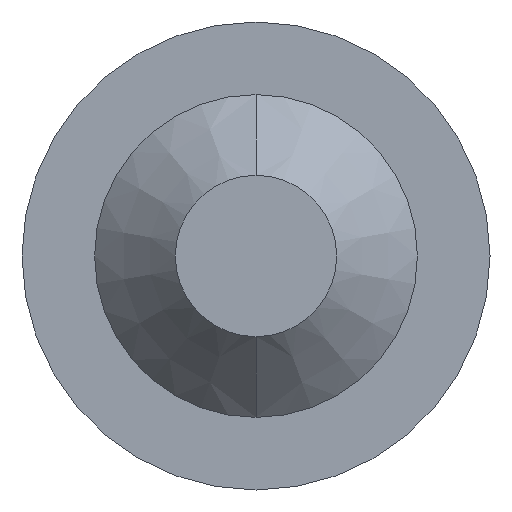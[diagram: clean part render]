
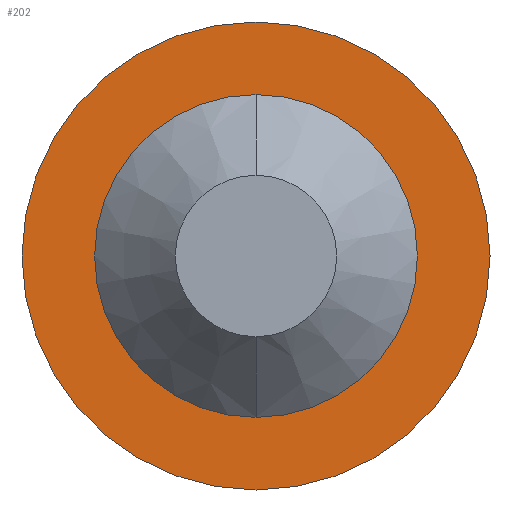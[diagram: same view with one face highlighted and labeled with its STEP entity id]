
A CAD part, front view. The second image highlights one B-rep face of the part: STEP entity #202.
In plain terms, the highlighted planar face has unit normal (0, -1, 0).
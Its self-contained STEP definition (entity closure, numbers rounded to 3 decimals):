
#17 = ORIENTED_EDGE ( 'NONE', *, *, #502, .T. ) ;
#21 = ORIENTED_EDGE ( 'NONE', *, *, #363, .F. ) ;
#23 = DIRECTION ( 'NONE',  ( 0., 1., 0. ) ) ;
#27 = DIRECTION ( 'NONE',  ( 0., 0., 1. ) ) ;
#76 = VERTEX_POINT ( 'NONE', #261 ) ;
#84 = AXIS2_PLACEMENT_3D ( 'NONE', #293, #252, #565 ) ;
#106 = CIRCLE ( 'NONE', #84, 1. ) ;
#130 = DIRECTION ( 'NONE',  ( 0., 0., 1. ) ) ;
#133 = DIRECTION ( 'NONE',  ( 0., 0., 1. ) ) ;
#145 = DIRECTION ( 'NONE',  ( 0., 0., 1. ) ) ;
#148 = CARTESIAN_POINT ( 'NONE',  ( 0., 0., 0. ) ) ;
#151 = CARTESIAN_POINT ( 'NONE',  ( 0., 0., 1. ) ) ;
#189 = CARTESIAN_POINT ( 'NONE',  ( 0., 0., 1.45 ) ) ;
#199 = VERTEX_POINT ( 'NONE', #352 ) ;
#202 = ADVANCED_FACE ( 'NONE', ( #349, #291 ), #453, .F. ) ;
#244 = EDGE_LOOP ( 'NONE', ( #266, #21 ) ) ;
#246 = AXIS2_PLACEMENT_3D ( 'NONE', #148, #600, #27 ) ;
#252 = DIRECTION ( 'NONE',  ( 0., 1., 0. ) ) ;
#261 = CARTESIAN_POINT ( 'NONE',  ( 0., 0., -1.45 ) ) ;
#266 = ORIENTED_EDGE ( 'NONE', *, *, #417, .F. ) ;
#286 = ORIENTED_EDGE ( 'NONE', *, *, #564, .T. ) ;
#291 = FACE_OUTER_BOUND ( 'NONE', #244, .T. ) ;
#292 = EDGE_LOOP ( 'NONE', ( #17, #286 ) ) ;
#293 = CARTESIAN_POINT ( 'NONE',  ( 0., 0., 0. ) ) ;
#298 = AXIS2_PLACEMENT_3D ( 'NONE', #593, #548, #133 ) ;
#349 = FACE_BOUND ( 'NONE', #292, .T. ) ;
#352 = CARTESIAN_POINT ( 'NONE',  ( 0., 0., -1. ) ) ;
#363 = EDGE_CURVE ( 'NONE', #368, #76, #374, .T. ) ;
#368 = VERTEX_POINT ( 'NONE', #189 ) ;
#374 = CIRCLE ( 'NONE', #298, 1.45 ) ;
#417 = EDGE_CURVE ( 'NONE', #76, #368, #608, .T. ) ;
#448 = VERTEX_POINT ( 'NONE', #151 ) ;
#453 = PLANE ( 'NONE',  #508 ) ;
#464 = AXIS2_PLACEMENT_3D ( 'NONE', #613, #23, #145 ) ;
#496 = DIRECTION ( 'NONE',  ( 0., 1., 0. ) ) ;
#502 = EDGE_CURVE ( 'NONE', #448, #199, #569, .T. ) ;
#508 = AXIS2_PLACEMENT_3D ( 'NONE', #538, #496, #130 ) ;
#538 = CARTESIAN_POINT ( 'NONE',  ( 0., 0., 0. ) ) ;
#548 = DIRECTION ( 'NONE',  ( 0., 1., 0. ) ) ;
#564 = EDGE_CURVE ( 'NONE', #199, #448, #106, .T. ) ;
#565 = DIRECTION ( 'NONE',  ( 0., 0., 1. ) ) ;
#569 = CIRCLE ( 'NONE', #464, 1. ) ;
#593 = CARTESIAN_POINT ( 'NONE',  ( 0., 0., 0. ) ) ;
#600 = DIRECTION ( 'NONE',  ( 0., 1., 0. ) ) ;
#608 = CIRCLE ( 'NONE', #246, 1.45 ) ;
#613 = CARTESIAN_POINT ( 'NONE',  ( 0., 0., 0. ) ) ;
